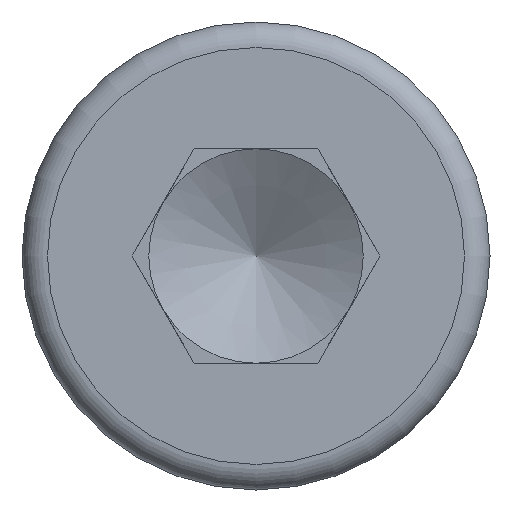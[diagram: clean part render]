
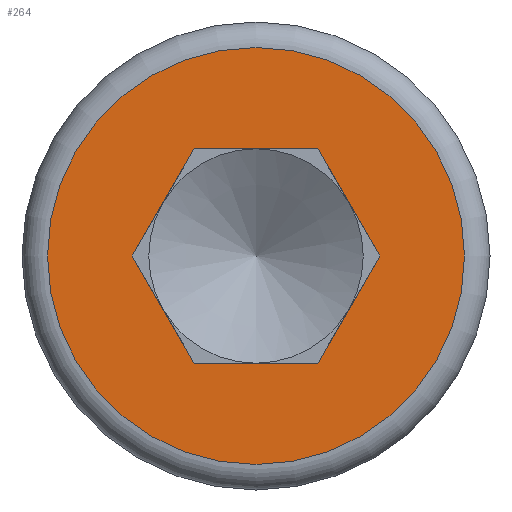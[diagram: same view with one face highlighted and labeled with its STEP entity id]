
A CAD part, left-side view. The second image highlights one B-rep face of the part: STEP entity #264.
In plain terms, the highlighted planar face has unit normal (-1, 0, 0).
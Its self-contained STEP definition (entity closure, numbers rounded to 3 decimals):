
#28 = DIRECTION ( 'NONE',  ( 0., -0.5, -0.866 ) ) ;
#54 = LINE ( 'NONE', #778, #224 ) ;
#85 = CARTESIAN_POINT ( 'NONE',  ( 0., 0.727, 1.26 ) ) ;
#127 = VERTEX_POINT ( 'NONE', #1061 ) ;
#130 = VERTEX_POINT ( 'NONE', #183 ) ;
#182 = VERTEX_POINT ( 'NONE', #1641 ) ;
#183 = CARTESIAN_POINT ( 'NONE',  ( 0., -1.455, 0. ) ) ;
#217 = LINE ( 'NONE', #1782, #673 ) ;
#221 = FACE_OUTER_BOUND ( 'NONE', #458, .T. ) ;
#224 = VECTOR ( 'NONE', #495, 1000. ) ;
#264 = ADVANCED_FACE ( 'NONE', ( #529, #221 ), #799, .T. ) ;
#270 = VERTEX_POINT ( 'NONE', #1771 ) ;
#327 = VERTEX_POINT ( 'NONE', #774 ) ;
#341 = DIRECTION ( 'NONE',  ( -1., 0., 0. ) ) ;
#458 = EDGE_LOOP ( 'NONE', ( #1716 ) ) ;
#495 = DIRECTION ( 'NONE',  ( 0., -0.5, -0.866 ) ) ;
#529 = FACE_BOUND ( 'NONE', #579, .T. ) ;
#562 = VECTOR ( 'NONE', #657, 1000. ) ;
#569 = CARTESIAN_POINT ( 'NONE',  ( 0., -0.727, 1.26 ) ) ;
#579 = EDGE_LOOP ( 'NONE', ( #1820, #1817, #674, #1431, #1109, #712 ) ) ;
#603 = CARTESIAN_POINT ( 'NONE',  ( 0., 1.455, 0. ) ) ;
#652 = DIRECTION ( 'NONE',  ( 0., 0.5, -0.866 ) ) ;
#657 = DIRECTION ( 'NONE',  ( 0., -1., 0. ) ) ;
#673 = VECTOR ( 'NONE', #652, 1000. ) ;
#674 = ORIENTED_EDGE ( 'NONE', *, *, #831, .T. ) ;
#687 = LINE ( 'NONE', #696, #562 ) ;
#696 = CARTESIAN_POINT ( 'NONE',  ( 0., 0.727, -1.26 ) ) ;
#712 = ORIENTED_EDGE ( 'NONE', *, *, #1264, .F. ) ;
#774 = CARTESIAN_POINT ( 'NONE',  ( 0., 0., 2.45 ) ) ;
#778 = CARTESIAN_POINT ( 'NONE',  ( 0., 1.455, 0. ) ) ;
#799 = PLANE ( 'NONE',  #1088 ) ;
#813 = CARTESIAN_POINT ( 'NONE',  ( 0., -0.727, 1.26 ) ) ;
#831 = EDGE_CURVE ( 'NONE', #1089, #130, #1521, .T. ) ;
#903 = EDGE_CURVE ( 'NONE', #130, #182, #217, .T. ) ;
#936 = VECTOR ( 'NONE', #1642, 1000. ) ;
#954 = DIRECTION ( 'NONE',  ( -1., 0., 0. ) ) ;
#994 = CIRCLE ( 'NONE', #1260, 2.45 ) ;
#1061 = CARTESIAN_POINT ( 'NONE',  ( 0., 1.455, 0. ) ) ;
#1088 = AXIS2_PLACEMENT_3D ( 'NONE', #1778, #954, #1660 ) ;
#1089 = VERTEX_POINT ( 'NONE', #569 ) ;
#1109 = ORIENTED_EDGE ( 'NONE', *, *, #1390, .F. ) ;
#1207 = CARTESIAN_POINT ( 'NONE',  ( 0., 0., 0. ) ) ;
#1260 = AXIS2_PLACEMENT_3D ( 'NONE', #1207, #341, #1351 ) ;
#1264 = EDGE_CURVE ( 'NONE', #127, #270, #54, .T. ) ;
#1305 = LINE ( 'NONE', #603, #1686 ) ;
#1351 = DIRECTION ( 'NONE',  ( 0., 0., 1. ) ) ;
#1390 = EDGE_CURVE ( 'NONE', #270, #182, #687, .T. ) ;
#1423 = VERTEX_POINT ( 'NONE', #85 ) ;
#1431 = ORIENTED_EDGE ( 'NONE', *, *, #903, .T. ) ;
#1504 = EDGE_CURVE ( 'NONE', #127, #1423, #1305, .T. ) ;
#1521 = LINE ( 'NONE', #813, #1608 ) ;
#1608 = VECTOR ( 'NONE', #28, 1000. ) ;
#1641 = CARTESIAN_POINT ( 'NONE',  ( 0., -0.727, -1.26 ) ) ;
#1642 = DIRECTION ( 'NONE',  ( 0., 1., 0. ) ) ;
#1660 = DIRECTION ( 'NONE',  ( 0., 0., 1. ) ) ;
#1686 = VECTOR ( 'NONE', #1687, 1000. ) ;
#1687 = DIRECTION ( 'NONE',  ( 0., -0.5, 0.866 ) ) ;
#1716 = ORIENTED_EDGE ( 'NONE', *, *, #1828, .T. ) ;
#1729 = EDGE_CURVE ( 'NONE', #1089, #1423, #1733, .T. ) ;
#1733 = LINE ( 'NONE', #1764, #936 ) ;
#1764 = CARTESIAN_POINT ( 'NONE',  ( 0., -0.727, 1.26 ) ) ;
#1771 = CARTESIAN_POINT ( 'NONE',  ( 0., 0.727, -1.26 ) ) ;
#1778 = CARTESIAN_POINT ( 'NONE',  ( 0., 0., 0. ) ) ;
#1782 = CARTESIAN_POINT ( 'NONE',  ( 0., -1.455, 0. ) ) ;
#1817 = ORIENTED_EDGE ( 'NONE', *, *, #1729, .F. ) ;
#1820 = ORIENTED_EDGE ( 'NONE', *, *, #1504, .T. ) ;
#1828 = EDGE_CURVE ( 'NONE', #327, #327, #994, .T. ) ;
